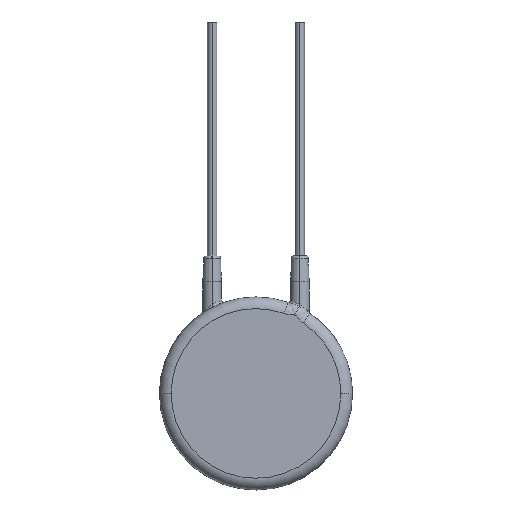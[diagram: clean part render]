
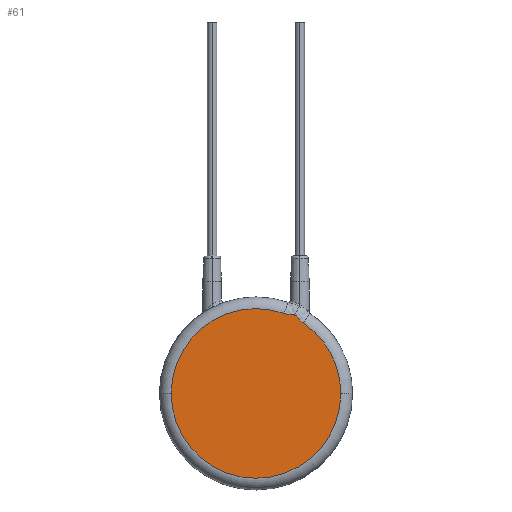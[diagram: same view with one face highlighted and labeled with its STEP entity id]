
A CAD part, top view. The second image highlights one B-rep face of the part: STEP entity #61.
In plain terms, the highlighted planar face has unit normal (0, 0, 1).
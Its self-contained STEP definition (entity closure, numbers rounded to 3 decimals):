
#61=ADVANCED_FACE('',(#119),#120,.T.);
#119=FACE_OUTER_BOUND('',#361,.T.);
#120=PLANE('',#362);
#361=EDGE_LOOP('',(#1064,#1065,#1066,#1067,#1068));
#362=AXIS2_PLACEMENT_3D('',#1069,#1070,#1071);
#1064=ORIENTED_EDGE('',*,*,#1296,.T.);
#1065=ORIENTED_EDGE('',*,*,#1297,.T.);
#1066=ORIENTED_EDGE('',*,*,#1260,.T.);
#1067=ORIENTED_EDGE('',*,*,#1285,.T.);
#1068=ORIENTED_EDGE('',*,*,#1267,.T.);
#1069=CARTESIAN_POINT('',(0.0,0.0,3.6));
#1070=DIRECTION('',(0.0,0.0,1.0));
#1071=DIRECTION('',(1.0,-0.0,0.0));
#1260=EDGE_CURVE('',#1374,#1371,#1375,.T.);
#1267=EDGE_CURVE('',#1380,#1386,#1388,.T.);
#1285=EDGE_CURVE('',#1371,#1380,#1418,.T.);
#1296=EDGE_CURVE('',#1386,#1433,#1435,.T.);
#1297=EDGE_CURVE('',#1433,#1374,#1436,.T.);
#1371=VERTEX_POINT('',#1525);
#1374=VERTEX_POINT('',#1528);
#1375=CIRCLE('',#1529,7.25);
#1380=VERTEX_POINT('',#1534);
#1386=VERTEX_POINT('',#1540);
#1388=CIRCLE('',#1542,7.25);
#1418=CIRCLE('',#1604,7.25);
#1433=VERTEX_POINT('',#1707);
#1435=B_SPLINE_CURVE_WITH_KNOTS('',3,(#1709,#1710,#1711,#1712,#1713,#1714,#1715,#1716,#1717,#1718,#1719,#1720),.UNSPECIFIED.,.F.,.F.,(4,1,1,1,1,1,1,1,1,4),(0.0,0.111,0.222,0.333,0.444,0.556,0.667,0.778,0.889,1.0),.UNSPECIFIED.);
#1436=B_SPLINE_CURVE_WITH_KNOTS('',3,(#1721,#1722,#1723,#1724,#1725,#1726,#1727,#1728,#1729,#1730,#1731,#1732,#1733,#1734,#1735,#1736,#1737,#1738,#1739,#1740),.UNSPECIFIED.,.F.,.F.,(4,1,1,1,1,1,1,1,1,1,1,1,1,1,1,1,1,4),(0.0,0.059,0.118,0.176,0.235,0.294,0.353,0.412,0.471,0.529,0.588,0.647,0.706,0.765,0.824,0.882,0.941,1.0),.UNSPECIFIED.);
#1525=CARTESIAN_POINT('',(-7.25,0.024,3.6));
#1528=CARTESIAN_POINT('',(2.399,6.842,3.6));
#1529=AXIS2_PLACEMENT_3D('',#1972,#1973,#1974);
#1534=CARTESIAN_POINT('',(7.25,-0.024,3.6));
#1540=CARTESIAN_POINT('',(4.036,6.023,3.6));
#1542=AXIS2_PLACEMENT_3D('',#1993,#1994,#1995);
#1604=AXIS2_PLACEMENT_3D('',#2037,#2038,#2039);
#1707=CARTESIAN_POINT('',(3.317,6.699,3.6));
#1709=CARTESIAN_POINT('',(4.036,6.023,3.6));
#1710=CARTESIAN_POINT('',(3.996,6.05,3.6));
#1711=CARTESIAN_POINT('',(3.921,6.106,3.6));
#1712=CARTESIAN_POINT('',(3.818,6.199,3.6));
#1713=CARTESIAN_POINT('',(3.732,6.29,3.6));
#1714=CARTESIAN_POINT('',(3.665,6.367,3.6));
#1715=CARTESIAN_POINT('',(3.593,6.452,3.6));
#1716=CARTESIAN_POINT('',(3.52,6.538,3.6));
#1717=CARTESIAN_POINT('',(3.447,6.611,3.6));
#1718=CARTESIAN_POINT('',(3.381,6.663,3.6));
#1719=CARTESIAN_POINT('',(3.338,6.689,3.6));
#1720=CARTESIAN_POINT('',(3.317,6.699,3.6));
#1721=CARTESIAN_POINT('',(3.317,6.699,3.6));
#1722=CARTESIAN_POINT('',(3.301,6.707,3.6));
#1723=CARTESIAN_POINT('',(3.268,6.721,3.6));
#1724=CARTESIAN_POINT('',(3.223,6.734,3.6));
#1725=CARTESIAN_POINT('',(3.18,6.743,3.6));
#1726=CARTESIAN_POINT('',(3.142,6.748,3.6));
#1727=CARTESIAN_POINT('',(3.103,6.751,3.6));
#1728=CARTESIAN_POINT('',(3.06,6.753,3.6));
#1729=CARTESIAN_POINT('',(3.013,6.755,3.6));
#1730=CARTESIAN_POINT('',(2.962,6.756,3.6));
#1731=CARTESIAN_POINT('',(2.911,6.757,3.6));
#1732=CARTESIAN_POINT('',(2.859,6.759,3.6));
#1733=CARTESIAN_POINT('',(2.805,6.762,3.6));
#1734=CARTESIAN_POINT('',(2.747,6.766,3.6));
#1735=CARTESIAN_POINT('',(2.681,6.774,3.6));
#1736=CARTESIAN_POINT('',(2.611,6.785,3.6));
#1737=CARTESIAN_POINT('',(2.542,6.799,3.6));
#1738=CARTESIAN_POINT('',(2.472,6.818,3.6));
#1739=CARTESIAN_POINT('',(2.423,6.833,3.6));
#1740=CARTESIAN_POINT('',(2.399,6.842,3.6));
#1972=CARTESIAN_POINT('',(0.0,0.0,3.6));
#1973=DIRECTION('',(0.0,-0.0,1.0));
#1974=DIRECTION('',(0.331,0.944,0.0));
#1993=CARTESIAN_POINT('',(0.0,0.0,3.6));
#1994=DIRECTION('',(0.0,-0.0,1.0));
#1995=DIRECTION('',(0.331,0.944,0.0));
#2037=CARTESIAN_POINT('',(0.0,0.0,3.6));
#2038=DIRECTION('',(0.0,-0.0,1.0));
#2039=DIRECTION('',(0.331,0.944,0.0));
